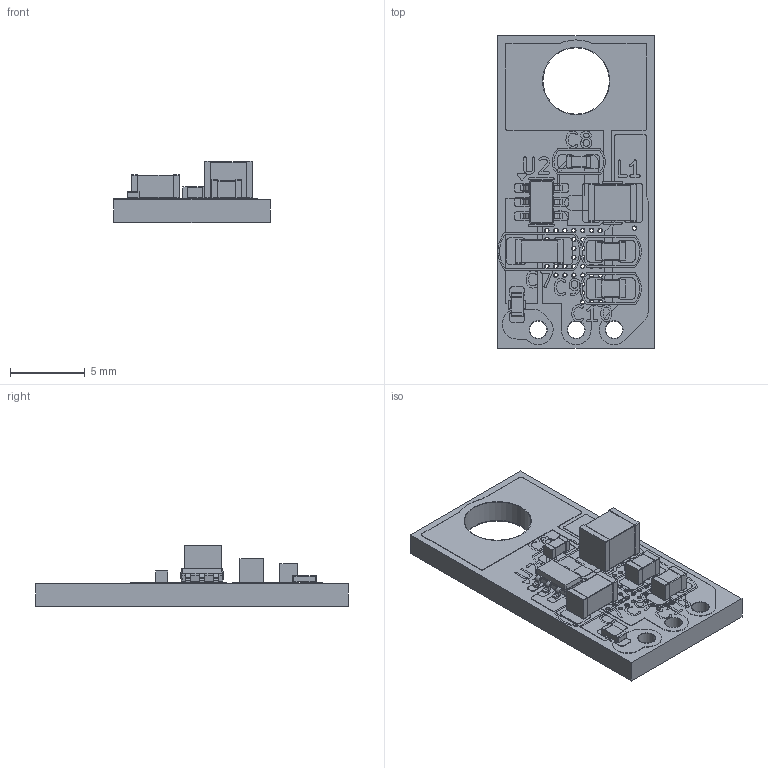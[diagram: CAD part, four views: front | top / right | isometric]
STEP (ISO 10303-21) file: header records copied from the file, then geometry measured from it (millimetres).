
FILE_DESCRIPTION(('KiCad electronic assembly'),'2;1');
FILE_NAME('3v3.step','2025-04-23T01:04:44',('Pcbnew'),('Kicad'), 'Open CASCADE STEP processor 7.8','KiCad to STEP converter','Unknown' );
FILE_SCHEMA(('AUTOMOTIVE_DESIGN { 1 0 10303 214 1 1 1 1 }'));
Length unit declared in the file: millimetre
Products named in the file (12): 3v3 1; C_0805_2012Metric; C_0603_1608Metric; C_1206_3216Metric; TSOT-23-6; L_1210_3225Metric; R_0603_1608Metric; 3v3_copper; 3v3_pad; 3v3_via; 3v3_silkscreen; 3v3_PCB
Assembly tree (12 placements, depth 2):
  3v3 1
    C_0805_2012Metric  x2
    C_0603_1608Metric
    C_1206_3216Metric
    TSOT-23-6
    L_1210_3225Metric
    R_0603_1608Metric
    3v3_copper
    3v3_pad
    3v3_via
    3v3_silkscreen
    3v3_PCB
Bounding box: 10.5 x 20.95 x 4.13 mm (x, y, z)
Volume: 349.7 mm3; surface area: 1506.7 mm2
Topology: 78 solids, 107 shells, 980 faces, 2713 edges, 1928 vertices
Faces by surface type: plane 527, cylinder 423, bspline 30
Full cylindrical faces by diameter (mm): 0.25 x36, 0.3 x144, 1.15 x3, 1.2 x12, 2 x3, 4.45 x1, 4.5 x4
Entity records: 34096 total; most frequent: CARTESIAN_POINT 5608, DIRECTION 5434, ORIENTED_EDGE 4872, EDGE_CURVE 2641, AXIS2_PLACEMENT_3D 1890, VERTEX_POINT 1880, LINE 1654, VECTOR 1654
